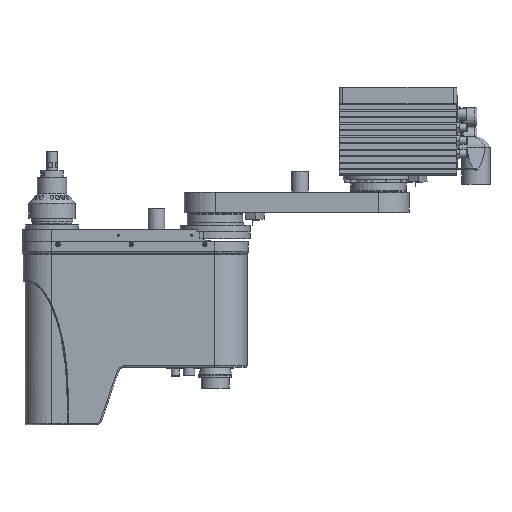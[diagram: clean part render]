
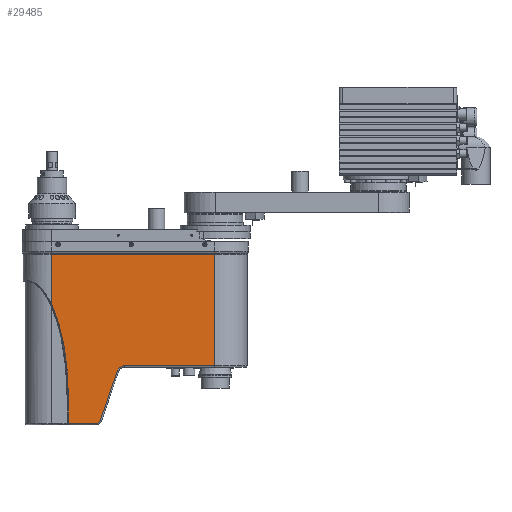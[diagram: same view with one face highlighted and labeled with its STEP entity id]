
A CAD part, front view. The second image highlights one B-rep face of the part: STEP entity #29485.
In plain terms, the highlighted planar face has unit normal (-0.02, -1, 0).
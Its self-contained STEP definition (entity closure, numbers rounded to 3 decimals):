
#417 = CARTESIAN_POINT ( 'NONE',  ( -190.98, -48.99, -516.9 ) ) ;
#474 = CARTESIAN_POINT ( 'NONE',  ( -334.202, -46.125, -426.9 ) ) ;
#481 = AXIS2_PLACEMENT_3D ( 'NONE', #11033, #10906, #32691 ) ;
#911 = CARTESIAN_POINT ( 'NONE',  ( -414.885, -44.511, -476.9 ) ) ;
#951 = DIRECTION ( 'NONE',  ( 0.323, -0.006, 0.946 ) ) ;
#1574 = EDGE_LOOP ( 'NONE', ( #16966, #18888, #21864, #4499, #29994, #16279, #23994, #10176, #22864, #38705 ) ) ;
#2525 = LINE ( 'NONE', #14577, #37488 ) ;
#2557 = EDGE_CURVE ( 'NONE', #27479, #21649, #5869, .T. ) ;
#3177 = VERTEX_POINT ( 'NONE', #18593 ) ;
#3807 = VERTEX_POINT ( 'NONE', #28748 ) ;
#3960 = CARTESIAN_POINT ( 'NONE',  ( -440.88, -43.991, -514.9 ) ) ;
#4499 = ORIENTED_EDGE ( 'NONE', *, *, #7081, .T. ) ;
#5536 = EDGE_CURVE ( 'NONE', #31931, #3807, #26533, .T. ) ;
#5869 = LINE ( 'NONE', #35045, #21453 ) ;
#6170 = DIRECTION ( 'NONE',  ( 0., 0., 1. ) ) ;
#6276 = CARTESIAN_POINT ( 'NONE',  ( -414.885, -44.511, -514.9 ) ) ;
#6427 = CARTESIAN_POINT ( 'NONE',  ( -373.196, -45.345, -514.9 ) ) ;
#7081 = EDGE_CURVE ( 'NONE', #32476, #31931, #32823, .T. ) ;
#7478 = VECTOR ( 'NONE', #13384, 1000. ) ;
#7482 = CARTESIAN_POINT ( 'NONE',  ( -440.88, -43.991, -331.835 ) ) ;
#8795 = EDGE_CURVE ( 'NONE', #3807, #11113, #29794, .T. ) ;
#9401 = DIRECTION ( 'NONE',  ( 0., 0., -1. ) ) ;
#9404 = VERTEX_POINT ( 'NONE', #12497 ) ;
#10048 = CARTESIAN_POINT ( 'NONE',  ( -417.298, -44.463, -427.458 ) ) ;
#10176 = ORIENTED_EDGE ( 'NONE', *, *, #29454, .T. ) ;
#10322 = CARTESIAN_POINT ( 'NONE',  ( -431.701, -44.175, -354.841 ) ) ;
#10536 = VECTOR ( 'NONE', #9401, 1000. ) ;
#10906 = DIRECTION ( 'NONE',  ( -0.02, -1., 0. ) ) ;
#11033 = CARTESIAN_POINT ( 'NONE',  ( -440.88, -43.991, -516.9 ) ) ;
#11113 = VERTEX_POINT ( 'NONE', #17641 ) ;
#11400 = CARTESIAN_POINT ( 'NONE',  ( -190.98, -48.99, -426.9 ) ) ;
#12041 = VECTOR ( 'NONE', #36693, 1000. ) ;
#12497 = CARTESIAN_POINT ( 'NONE',  ( -190.98, -48.99, -256.192 ) ) ;
#13384 = DIRECTION ( 'NONE',  ( 1., -0.02, 0. ) ) ;
#13465 = EDGE_CURVE ( 'NONE', #9404, #28406, #14001, .T. ) ;
#13890 = VERTEX_POINT ( 'NONE', #24059 ) ;
#13976 = LINE ( 'NONE', #18704, #37681 ) ;
#14001 = LINE ( 'NONE', #21315, #12041 ) ;
#14577 = CARTESIAN_POINT ( 'NONE',  ( -440.88, -43.991, -516.9 ) ) ;
#14777 =( BOUNDED_CURVE ( )  B_SPLINE_CURVE ( 3, ( #6427, #15676, #31212, #18953 ),
 .UNSPECIFIED., .F., .F. ) 
 B_SPLINE_CURVE_WITH_KNOTS ( ( 4, 4 ),
 ( 4.712, 5.955 ),
 .UNSPECIFIED. ) 
 CURVE ( )  GEOMETRIC_REPRESENTATION_ITEM ( )  RATIONAL_B_SPLINE_CURVE ( ( 1., 0.875, 0.875, 1. ) ) 
 REPRESENTATION_ITEM ( '' )  );
#15676 = CARTESIAN_POINT ( 'NONE',  ( -369.651, -45.416, -514.9 ) ) ;
#16265 = CARTESIAN_POINT ( 'NONE',  ( -328.884, -46.232, -426.9 ) ) ;
#16279 = ORIENTED_EDGE ( 'NONE', *, *, #8795, .T. ) ;
#16435 = CARTESIAN_POINT ( 'NONE',  ( -415.335, -44.502, -452.123 ) ) ;
#16512 = DIRECTION ( 'NONE',  ( 1., -0.02, 0. ) ) ;
#16580 = CARTESIAN_POINT ( 'NONE',  ( -421.511, -44.379, -396.764 ) ) ;
#16966 = ORIENTED_EDGE ( 'NONE', *, *, #20921, .T. ) ;
#17641 = CARTESIAN_POINT ( 'NONE',  ( -373.196, -45.345, -514.9 ) ) ;
#17885 = FACE_OUTER_BOUND ( 'NONE', #1574, .T. ) ;
#18506 = LINE ( 'NONE', #417, #36877 ) ;
#18593 = CARTESIAN_POINT ( 'NONE',  ( -340.242, -46.004, -435.028 ) ) ;
#18704 = CARTESIAN_POINT ( 'NONE',  ( -340.238, -46.004, -435.015 ) ) ;
#18888 = ORIENTED_EDGE ( 'NONE', *, *, #13465, .T. ) ;
#18953 = CARTESIAN_POINT ( 'NONE',  ( -365.624, -45.497, -509.481 ) ) ;
#19003 = CARTESIAN_POINT ( 'NONE',  ( -440.88, -43.991, -331.835 ) ) ;
#19127 = EDGE_CURVE ( 'NONE', #32476, #28406, #2525, .T. ) ;
#19591 = CARTESIAN_POINT ( 'NONE',  ( -414.885, -44.511, -464.495 ) ) ;
#19724 = CARTESIAN_POINT ( 'NONE',  ( -434.814, -44.113, -346.121 ) ) ;
#20831 = DIRECTION ( 'NONE',  ( 0., 0., 1. ) ) ;
#20921 = EDGE_CURVE ( 'NONE', #21649, #9404, #18506, .T. ) ;
#21315 = CARTESIAN_POINT ( 'NONE',  ( -440.88, -43.991, -256.192 ) ) ;
#21453 = VECTOR ( 'NONE', #16512, 1000. ) ;
#21500 =( BOUNDED_CURVE ( )  B_SPLINE_CURVE ( 3, ( #22515, #34390, #474, #16265 ),
 .UNSPECIFIED., .F., .T. ) 
 B_SPLINE_CURVE_WITH_KNOTS ( ( 4, 4 ),
 ( 0.329, 1.571 ),
 .UNSPECIFIED. ) 
 CURVE ( )  GEOMETRIC_REPRESENTATION_ITEM ( )  RATIONAL_B_SPLINE_CURVE ( ( 1., 0.875, 0.875, 1. ) ) 
 REPRESENTATION_ITEM ( '' )  );
#21649 = VERTEX_POINT ( 'NONE', #11400 ) ;
#21864 = ORIENTED_EDGE ( 'NONE', *, *, #19127, .F. ) ;
#21934 = EDGE_CURVE ( 'NONE', #3177, #27479, #21500, .T. ) ;
#22426 = CARTESIAN_POINT ( 'NONE',  ( -420.042, -44.408, -405.95 ) ) ;
#22515 = CARTESIAN_POINT ( 'NONE',  ( -340.242, -46.004, -435.028 ) ) ;
#22696 = CARTESIAN_POINT ( 'NONE',  ( -418.361, -44.442, -418.233 ) ) ;
#22864 = ORIENTED_EDGE ( 'NONE', *, *, #21934, .T. ) ;
#22967 = CARTESIAN_POINT ( 'NONE',  ( -439.528, -44.018, -334.653 ) ) ;
#23994 = ORIENTED_EDGE ( 'NONE', *, *, #39058, .T. ) ;
#24059 = CARTESIAN_POINT ( 'NONE',  ( -365.624, -45.497, -509.481 ) ) ;
#26062 = CARTESIAN_POINT ( 'NONE',  ( -429.88, -44.211, -360.727 ) ) ;
#26533 = LINE ( 'NONE', #6276, #10536 ) ;
#26618 = PLANE ( 'NONE',  #481 ) ;
#27479 = VERTEX_POINT ( 'NONE', #38328 ) ;
#28406 = VERTEX_POINT ( 'NONE', #33929 ) ;
#28748 = CARTESIAN_POINT ( 'NONE',  ( -414.885, -44.511, -514.9 ) ) ;
#29159 = CARTESIAN_POINT ( 'NONE',  ( -422.63, -44.356, -390.68 ) ) ;
#29454 = EDGE_CURVE ( 'NONE', #13890, #3177, #13976, .T. ) ;
#29485 = ADVANCED_FACE ( 'NONE', ( #17885 ), #26618, .T. ) ;
#29794 = LINE ( 'NONE', #3960, #7478 ) ;
#29994 = ORIENTED_EDGE ( 'NONE', *, *, #5536, .T. ) ;
#31212 = CARTESIAN_POINT ( 'NONE',  ( -366.768, -45.474, -512.837 ) ) ;
#31855 = CARTESIAN_POINT ( 'NONE',  ( -426.621, -44.276, -372.607 ) ) ;
#31931 = VERTEX_POINT ( 'NONE', #33491 ) ;
#31986 = CARTESIAN_POINT ( 'NONE',  ( -425.185, -44.305, -378.601 ) ) ;
#32476 = VERTEX_POINT ( 'NONE', #19003 ) ;
#32691 = DIRECTION ( 'NONE',  ( -1., 0.02, 0. ) ) ;
#32823 = B_SPLINE_CURVE_WITH_KNOTS ( 'NONE', 3,
 ( #7482, #22967, #38369, #34969, #19724, #10322, #26062, #31855, #31986, #29159, #16580, #22426, #34696, #34822, #22696, #10048, #38224, #16435, #19591, #911 ),
 .UNSPECIFIED., .F., .F.,
 ( 4, 2, 2, 2, 2, 2, 2, 2, 2, 4 ),
 ( 0., 0.009, 0.018, 0.037, 0.055, 0.074, 0.083, 0.092, 0.111, 0.148 ),
 .UNSPECIFIED. ) ;
#33491 = CARTESIAN_POINT ( 'NONE',  ( -414.885, -44.511, -476.9 ) ) ;
#33929 = CARTESIAN_POINT ( 'NONE',  ( -440.88, -43.991, -256.192 ) ) ;
#34390 = CARTESIAN_POINT ( 'NONE',  ( -338.526, -46.039, -429.995 ) ) ;
#34696 = CARTESIAN_POINT ( 'NONE',  ( -419.588, -44.417, -409.02 ) ) ;
#34822 = CARTESIAN_POINT ( 'NONE',  ( -418.747, -44.434, -415.16 ) ) ;
#34969 = CARTESIAN_POINT ( 'NONE',  ( -435.915, -44.091, -343.232 ) ) ;
#35045 = CARTESIAN_POINT ( 'NONE',  ( -190.98, -48.99, -426.9 ) ) ;
#36693 = DIRECTION ( 'NONE',  ( -1., 0.02, 0. ) ) ;
#36877 = VECTOR ( 'NONE', #6170, 1000. ) ;
#37488 = VECTOR ( 'NONE', #20831, 1000. ) ;
#37681 = VECTOR ( 'NONE', #951, 1000. ) ;
#38224 = CARTESIAN_POINT ( 'NONE',  ( -416.718, -44.475, -433.618 ) ) ;
#38328 = CARTESIAN_POINT ( 'NONE',  ( -328.884, -46.232, -426.9 ) ) ;
#38369 = CARTESIAN_POINT ( 'NONE',  ( -438.273, -44.043, -337.498 ) ) ;
#38705 = ORIENTED_EDGE ( 'NONE', *, *, #2557, .T. ) ;
#39058 = EDGE_CURVE ( 'NONE', #11113, #13890, #14777, .T. ) ;
